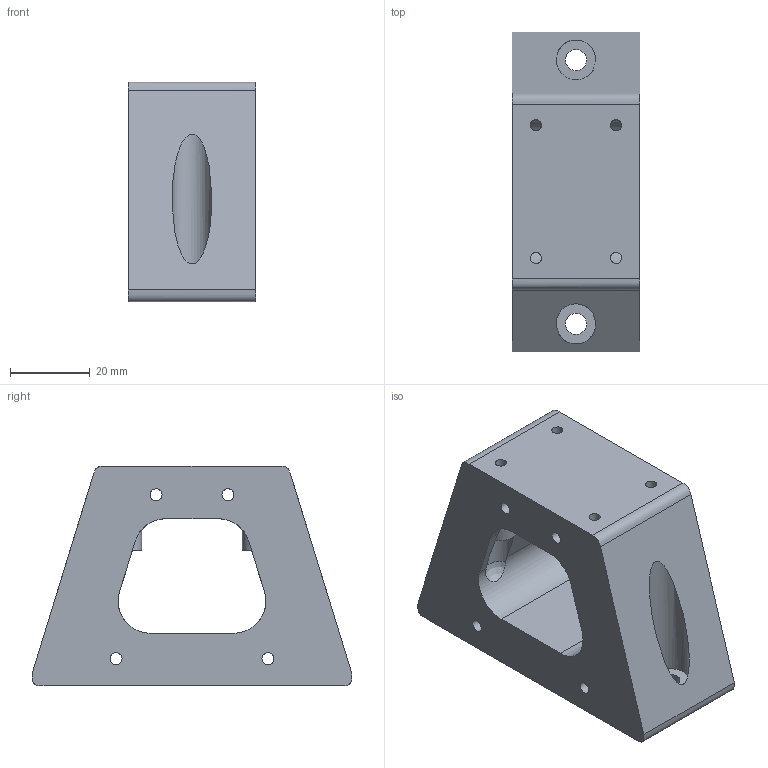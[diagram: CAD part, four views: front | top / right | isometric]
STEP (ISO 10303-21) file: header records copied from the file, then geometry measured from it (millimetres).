
FILE_DESCRIPTION(/* description */ (''),/* implementation_level */ '2;1');
FILE_NAME(/* name */ 'bearingHolder',/* time_stamp */ '2025-12-02T20:31:55+03:00',/* author */ (''),/* organization */ (''),/* preprocessor_version */ 'ST-DEVELOPER v16.5',/* originating_system */ 'Rhino 7.23',/* authorisation */ '');
FILE_SCHEMA (('CONFIG_CONTROL_DESIGN'));
Length unit declared in the file: millimetre
Products named in the file (1): Document
Bounding box: 32 x 80 x 55 mm (x, y, z)
Volume: 79581.8 mm3; surface area: 19755.3 mm2
Topology: 1 solids, 1 shells, 56 faces, 148 edges, 96 vertices
Faces by surface type: cylinder 28, plane 20, bspline 8
Full cylindrical faces by diameter (mm): 2.8 x4, 3 x4, 5.3 x2, 10 x2
Entity records: 2396 total; most frequent: CARTESIAN_POINT 1340, ORIENTED_EDGE 296, EDGE_CURVE 148, VERTEX_POINT 96, EDGE_LOOP 80, B_SPLINE_CURVE_WITH_KNOTS 66, ADVANCED_FACE 56, FACE_OUTER_BOUND 56
